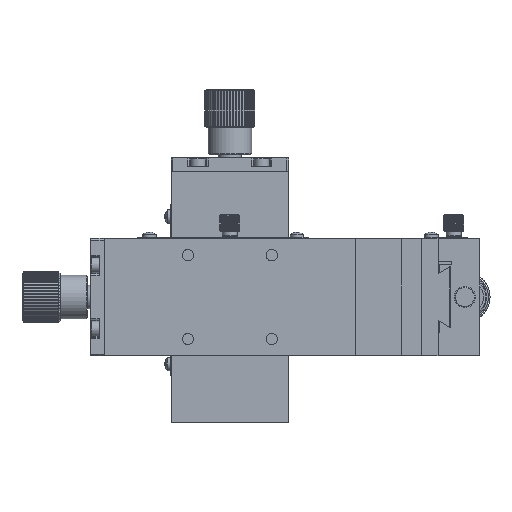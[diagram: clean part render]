
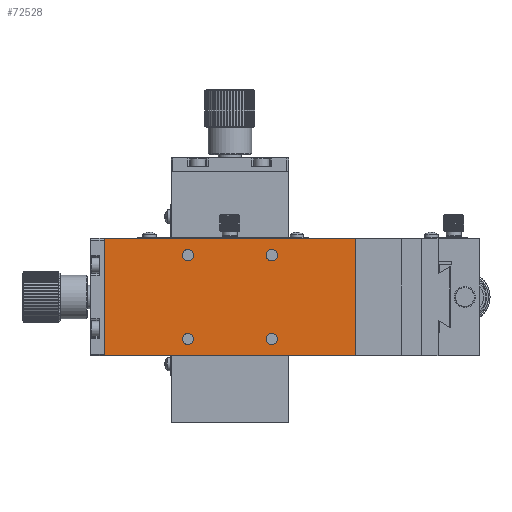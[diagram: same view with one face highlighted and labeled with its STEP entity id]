
A CAD part, left-side view. The second image highlights one B-rep face of the part: STEP entity #72528.
In plain terms, the highlighted planar face has unit normal (-1, 0, 0).
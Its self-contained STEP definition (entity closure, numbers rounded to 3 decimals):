
#70 = CARTESIAN_POINT ( 'NONE',  ( -28.6, 65.3, -12.5 ) ) ;
#1592 = DIRECTION ( 'NONE',  ( -1., 0., 0. ) ) ;
#3288 = DIRECTION ( 'NONE',  ( -1., 0., 0. ) ) ;
#3531 = CIRCLE ( 'NONE', #7616, 1.7 ) ;
#4431 = FACE_BOUND ( 'NONE', #5478, .T. ) ;
#5396 = VECTOR ( 'NONE', #13330, 1000. ) ;
#5427 = CARTESIAN_POINT ( 'NONE',  ( -28.6, 88.6, -17.5 ) ) ;
#5478 = EDGE_LOOP ( 'NONE', ( #67025 ) ) ;
#5995 = CARTESIAN_POINT ( 'NONE',  ( -28.6, 63.6, -12.5 ) ) ;
#6835 = DIRECTION ( 'NONE',  ( 0., 1., 0. ) ) ;
#6920 = CARTESIAN_POINT ( 'NONE',  ( -28.6, 38.6, 12.5 ) ) ;
#7616 = AXIS2_PLACEMENT_3D ( 'NONE', #34260, #1592, #71340 ) ;
#8841 = AXIS2_PLACEMENT_3D ( 'NONE', #6920, #18983, #64946 ) ;
#10668 = CARTESIAN_POINT ( 'NONE',  ( -28.6, 88.6, -17.5 ) ) ;
#11540 = EDGE_LOOP ( 'NONE', ( #51140 ) ) ;
#12148 = FACE_BOUND ( 'NONE', #11540, .T. ) ;
#13277 = DIRECTION ( 'NONE',  ( -1., 0., 0. ) ) ;
#13330 = DIRECTION ( 'NONE',  ( 0., 0., 1. ) ) ;
#14516 = LINE ( 'NONE', #26590, #37101 ) ;
#15322 = CIRCLE ( 'NONE', #63377, 1.7 ) ;
#15719 = EDGE_CURVE ( 'NONE', #74808, #38037, #14516, .T. ) ;
#15727 = CIRCLE ( 'NONE', #77517, 1.7 ) ;
#16602 = DIRECTION ( 'NONE',  ( 0., 1., 0. ) ) ;
#18099 = DIRECTION ( 'NONE',  ( 0., 0., -1. ) ) ;
#18386 = CARTESIAN_POINT ( 'NONE',  ( -28.6, 88.6, 17.5 ) ) ;
#18608 = FACE_OUTER_BOUND ( 'NONE', #58734, .T. ) ;
#18983 = DIRECTION ( 'NONE',  ( -1., 0., 0. ) ) ;
#19234 = EDGE_CURVE ( 'NONE', #75712, #75712, #21256, .T. ) ;
#20589 = EDGE_CURVE ( 'NONE', #64950, #64950, #15727, .T. ) ;
#21256 = CIRCLE ( 'NONE', #8841, 1.7 ) ;
#21508 = EDGE_CURVE ( 'NONE', #26691, #26691, #3531, .T. ) ;
#24134 = CARTESIAN_POINT ( 'NONE',  ( -28.6, 40.3, 12.5 ) ) ;
#24440 = ORIENTED_EDGE ( 'NONE', *, *, #15719, .F. ) ;
#26590 = CARTESIAN_POINT ( 'NONE',  ( -28.6, 88.6, 17.5 ) ) ;
#26691 = VERTEX_POINT ( 'NONE', #31453 ) ;
#28713 = ORIENTED_EDGE ( 'NONE', *, *, #38602, .F. ) ;
#31453 = CARTESIAN_POINT ( 'NONE',  ( -28.6, 65.3, 12.5 ) ) ;
#31653 = DIRECTION ( 'NONE',  ( 0., 1., 0. ) ) ;
#34260 = CARTESIAN_POINT ( 'NONE',  ( -28.6, 63.6, 12.5 ) ) ;
#35221 = CARTESIAN_POINT ( 'NONE',  ( -28.6, 13.6, 17.5 ) ) ;
#36020 = ORIENTED_EDGE ( 'NONE', *, *, #19234, .F. ) ;
#37101 = VECTOR ( 'NONE', #39525, 1000. ) ;
#37542 = EDGE_LOOP ( 'NONE', ( #36020 ) ) ;
#37890 = LINE ( 'NONE', #76953, #55405 ) ;
#38037 = VERTEX_POINT ( 'NONE', #35221 ) ;
#38398 = DIRECTION ( 'NONE',  ( 0., 1., 0. ) ) ;
#38602 = EDGE_CURVE ( 'NONE', #61558, #62138, #64278, .T. ) ;
#39502 = ORIENTED_EDGE ( 'NONE', *, *, #77121, .F. ) ;
#39525 = DIRECTION ( 'NONE',  ( 0., -1., 0. ) ) ;
#42421 = CARTESIAN_POINT ( 'NONE',  ( -28.6, 38.6, -12.5 ) ) ;
#48177 = ORIENTED_EDGE ( 'NONE', *, *, #63359, .F. ) ;
#48287 = ORIENTED_EDGE ( 'NONE', *, *, #67290, .F. ) ;
#50422 = CARTESIAN_POINT ( 'NONE',  ( -28.6, 88.6, -17.5 ) ) ;
#51140 = ORIENTED_EDGE ( 'NONE', *, *, #21508, .F. ) ;
#51219 = EDGE_LOOP ( 'NONE', ( #48287 ) ) ;
#53483 = VECTOR ( 'NONE', #31653, 1000. ) ;
#53703 = LINE ( 'NONE', #78636, #5396 ) ;
#55405 = VECTOR ( 'NONE', #18099, 1000. ) ;
#58734 = EDGE_LOOP ( 'NONE', ( #24440, #39502, #28713, #48177 ) ) ;
#61558 = VERTEX_POINT ( 'NONE', #62317 ) ;
#62138 = VERTEX_POINT ( 'NONE', #10668 ) ;
#62317 = CARTESIAN_POINT ( 'NONE',  ( -28.6, 13.6, -17.5 ) ) ;
#63359 = EDGE_CURVE ( 'NONE', #38037, #61558, #37890, .T. ) ;
#63377 = AXIS2_PLACEMENT_3D ( 'NONE', #42421, #3288, #16602 ) ;
#63720 = PLANE ( 'NONE',  #65203 ) ;
#64278 = LINE ( 'NONE', #5427, #53483 ) ;
#64946 = DIRECTION ( 'NONE',  ( 0., 1., 0. ) ) ;
#64950 = VERTEX_POINT ( 'NONE', #70 ) ;
#65203 = AXIS2_PLACEMENT_3D ( 'NONE', #50422, #76609, #38398 ) ;
#67025 = ORIENTED_EDGE ( 'NONE', *, *, #20589, .F. ) ;
#67290 = EDGE_CURVE ( 'NONE', #68503, #68503, #15322, .T. ) ;
#67653 = CARTESIAN_POINT ( 'NONE',  ( -28.6, 40.3, -12.5 ) ) ;
#68503 = VERTEX_POINT ( 'NONE', #67653 ) ;
#69716 = FACE_BOUND ( 'NONE', #51219, .T. ) ;
#71340 = DIRECTION ( 'NONE',  ( 0., 1., 0. ) ) ;
#72528 = ADVANCED_FACE ( 'NONE', ( #18608, #69716, #4431, #12148, #83053 ), #63720, .F. ) ;
#74808 = VERTEX_POINT ( 'NONE', #18386 ) ;
#75712 = VERTEX_POINT ( 'NONE', #24134 ) ;
#76609 = DIRECTION ( 'NONE',  ( 1., 0., 0. ) ) ;
#76953 = CARTESIAN_POINT ( 'NONE',  ( -28.6, 13.6, -17.5 ) ) ;
#77121 = EDGE_CURVE ( 'NONE', #62138, #74808, #53703, .T. ) ;
#77517 = AXIS2_PLACEMENT_3D ( 'NONE', #5995, #13277, #6835 ) ;
#78636 = CARTESIAN_POINT ( 'NONE',  ( -28.6, 88.6, -17.5 ) ) ;
#83053 = FACE_BOUND ( 'NONE', #37542, .T. ) ;
